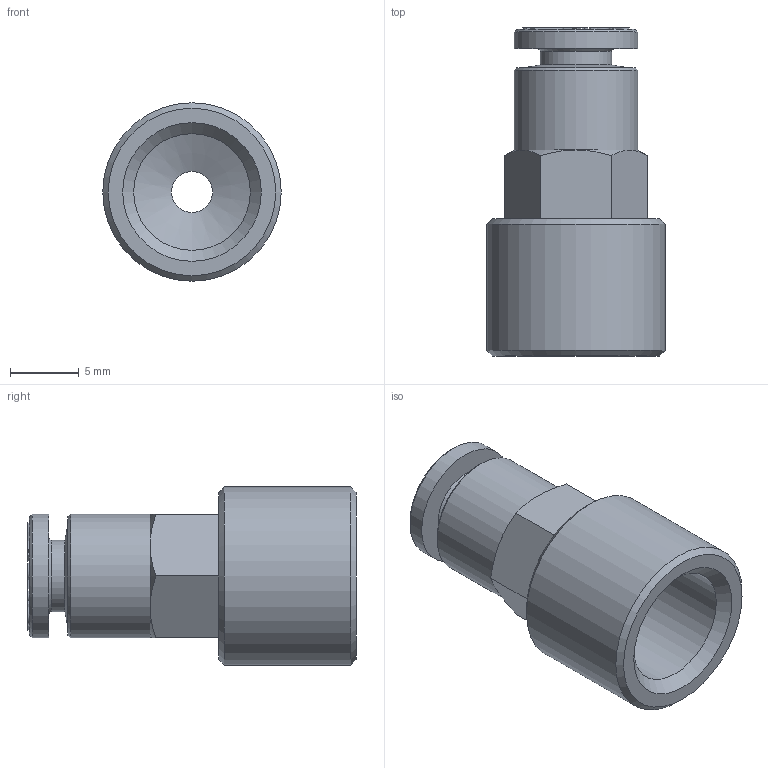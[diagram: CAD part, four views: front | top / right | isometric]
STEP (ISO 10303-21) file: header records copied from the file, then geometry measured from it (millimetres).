
FILE_DESCRIPTION( ( 'STEP AP214' ), '1' );
FILE_NAME( 'psolqas_7792_0.stp', '2020-12-01T16:59:16', ( 'License CC BY-ND 4.0' ), ( 'CADENAS' ), ' ', 'PARTsolutions', ' ' );
FILE_SCHEMA( ( 'AUTOMOTIVE_DESIGN { 1 0 10303 214 1 1 1 1 }' ) );
Length unit declared in the file: metre
Products named in the file (1): Rivoluzione1
Bounding box: 13 x 23.9 x 13 mm (x, y, z)
Volume: 1487.7 mm3; surface area: 1493 mm2
Topology: 1 solids, 1 shells, 198 faces, 509 edges, 334 vertices
Faces by surface type: plane 113, bspline 62, cone 16, cylinder 7
Full cylindrical faces by diameter (mm): 3 x1, 4.15 x1, 5.2 x1, 8.5 x1, 9 x2, 13 x1
Entity records: 10740 total; most frequent: CARTESIAN_POINT 4833, ORIENTED_EDGE 978, DIRECTION 654, EDGE_CURVE 489, VERTEX_POINT 331, LINE 326, VECTOR 326, EDGE_LOOP 238
